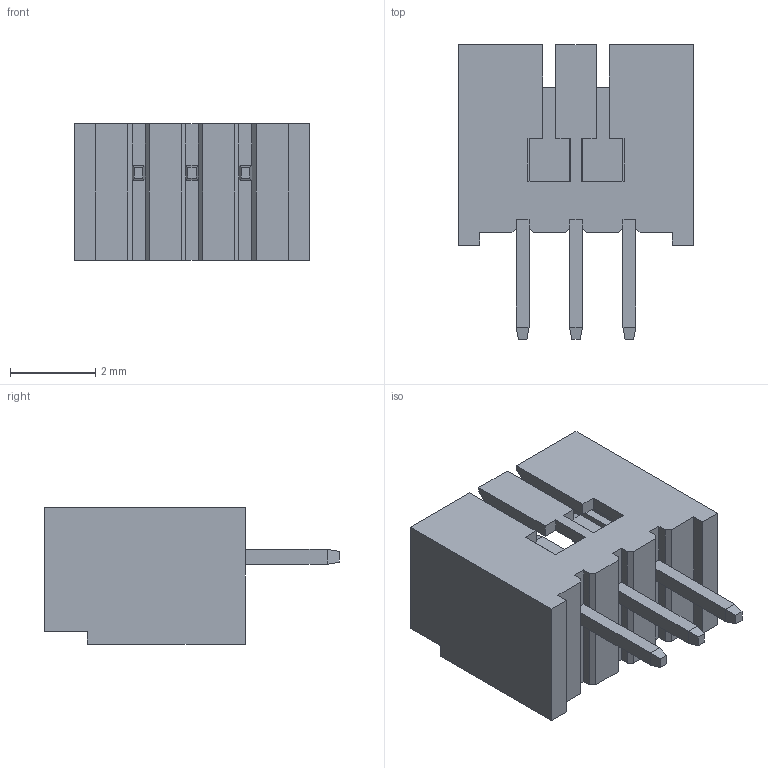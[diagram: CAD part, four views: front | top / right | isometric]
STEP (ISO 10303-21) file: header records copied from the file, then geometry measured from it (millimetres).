
FILE_DESCRIPTION (( 'STEP AP214' ), '1' );
FILE_NAME ('MX1.25-3A.STEP', '2023-05-20T06:23:36', ( '' ), ( '' ), 'SwSTEP 2.0', 'SolidWorks 2022', '' );
FILE_SCHEMA (( 'AUTOMOTIVE_DESIGN' ));
Length unit declared in the file: millimetre
Products named in the file (1): MX1.25-3A
Bounding box: 5.5 x 6.9 x 3.2 mm (x, y, z)
Volume: 27 mm3; surface area: 186.4 mm2
Topology: 1 solids, 1 shells, 130 faces, 331 edges, 206 vertices
Faces by surface type: plane 130
Entity records: 4411 total; most frequent: CARTESIAN_POINT 668, ORIENTED_EDGE 662, DIRECTION 593, EDGE_CURVE 331, VECTOR 331, LINE 331, VERTEX_POINT 206, EDGE_LOOP 133
